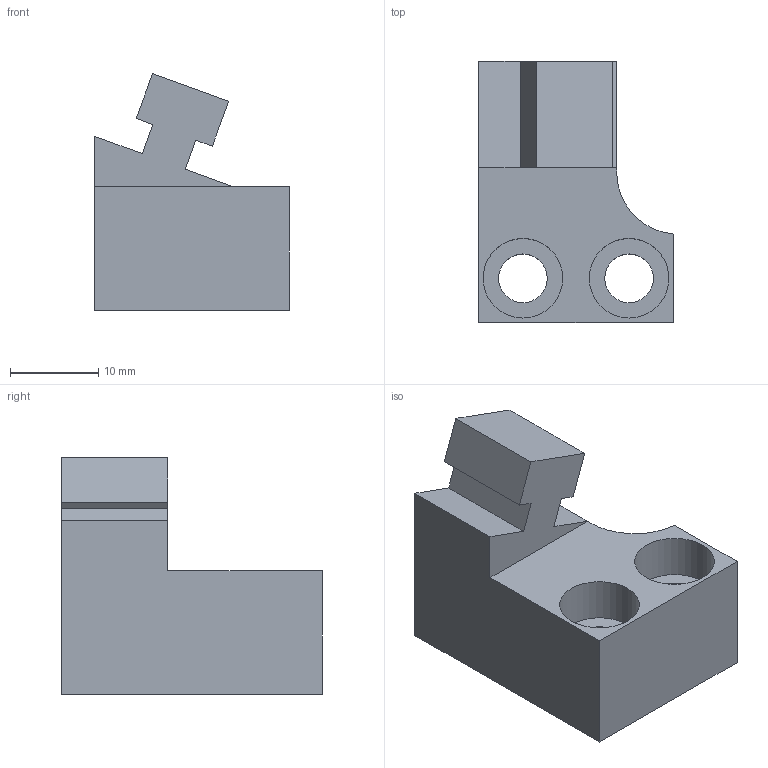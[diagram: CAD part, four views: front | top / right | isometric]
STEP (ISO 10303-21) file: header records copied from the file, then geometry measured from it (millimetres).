
FILE_DESCRIPTION(/* description */ (''),/* implementation_level */ '2;1');
FILE_NAME(/* name */ 'Mono_20deg.stp',/* time_stamp */ '2022-11-18T12:07:37+01:00',/* author */ ('Richard Hartisch'),/* organization */ (''),/* preprocessor_version */ 'ST-DEVELOPER v19',/* originating_system */ 'Autodesk Inventor 2023',/* authorisation */ '');
FILE_SCHEMA (('AUTOMOTIVE_DESIGN { 1 0 10303 214 3 1 1 }'));
Length unit declared in the file: millimetre
Products named in the file (1): Mono_20deg
Bounding box: 22 x 29.5 x 26.77 mm (x, y, z)
Volume: 7760.5 mm3; surface area: 3581.3 mm2
Topology: 1 solids, 1 shells, 24 faces, 59 edges, 40 vertices
Faces by surface type: plane 19, cylinder 5
Full cylindrical faces by diameter (mm): 5.5 x2, 9 x2
Entity records: 785 total; most frequent: CARTESIAN_POINT 124, DIRECTION 119, ORIENTED_EDGE 118, EDGE_CURVE 59, LINE 49, VECTOR 49, VERTEX_POINT 39, AXIS2_PLACEMENT_3D 35
